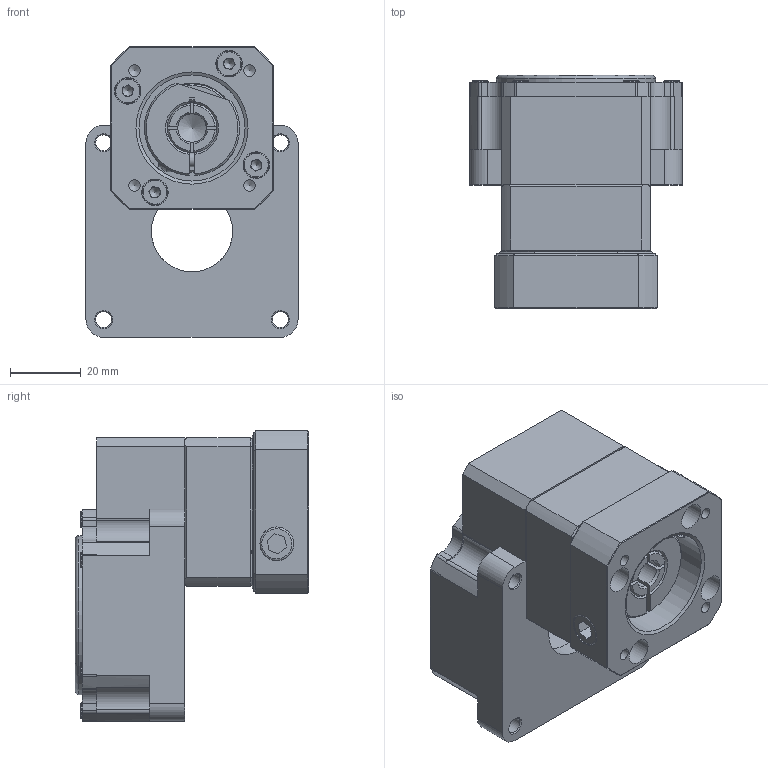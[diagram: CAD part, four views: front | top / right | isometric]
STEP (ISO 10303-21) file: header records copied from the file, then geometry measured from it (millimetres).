
FILE_DESCRIPTION((''),'2;1');
FILE_NAME('KGT-60H-1.stp','2019-01-08T10:57:44',('Young'),(''),'Autodesk Inventor 2012','Autodesk Inventor 2012','');
FILE_SCHEMA(('AUTOMOTIVE_DESIGN { 1 0 10303 214 1 1 1 1 }'));
Length unit declared in the file: millimetre
Products named in the file (1): KGT-60H-1
Bounding box: 60 x 66 x 82.2 mm (x, y, z)
Volume: 147849.5 mm3; surface area: 46505.6 mm2
Topology: 1 solids, 27 shells, 797 faces, 1920 edges, 1208 vertices
Faces by surface type: plane 435, cylinder 191, cone 150, torus 21
Full cylindrical faces by diameter (mm): 2.05 x6, 2.5 x13, 3 x12, 3.3 x15, 4 x6, 4.2 x1, 4.5 x16, 5 x10, 5.5 x4, 5.8 x4, 6.8 x1, 7 x4, 7.5 x4, 8.2 x3, 9.5 x2, 14.2 x1, 14.8 x1, 15 x1, 19 x1, 20 x1, 22.007 x1, 23 x1, 25 x1, 26 x1, 30 x1, 32 x1, 45 x1
Entity records: 22065 total; most frequent: CARTESIAN_POINT 3855, DIRECTION 3822, ORIENTED_EDGE 3136, EDGE_CURVE 1568, AXIS2_PLACEMENT_3D 1524, EDGE_LOOP 1122, VERTEX_POINT 1098, STYLED_ITEM 798
